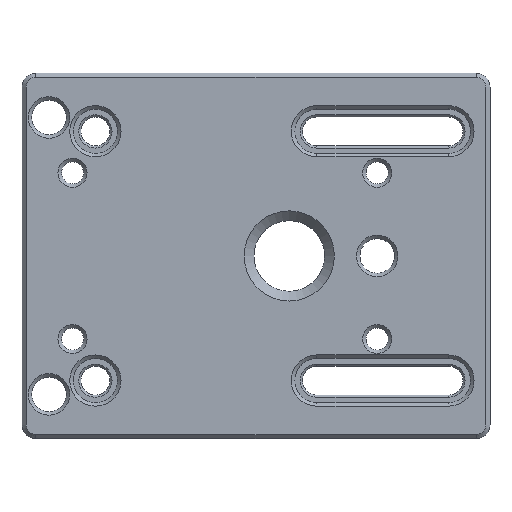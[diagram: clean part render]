
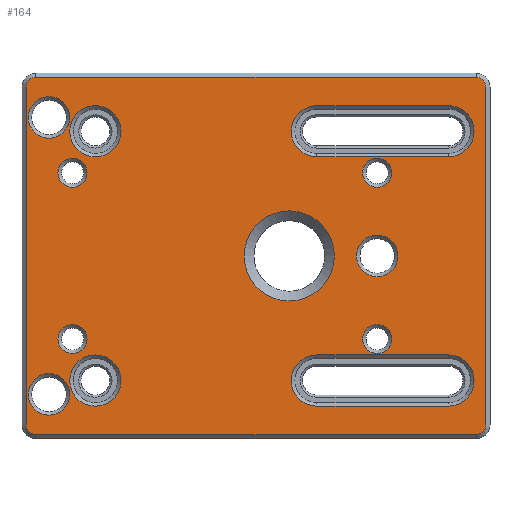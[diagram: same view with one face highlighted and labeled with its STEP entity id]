
A CAD part, top view. The second image highlights one B-rep face of the part: STEP entity #164.
In plain terms, the highlighted planar face has unit normal (0, 0, 1).
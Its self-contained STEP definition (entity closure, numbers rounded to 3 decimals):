
#164=ADVANCED_FACE('',(#522,#523,#524,#525,#526,#527,#528,#529,#530,#531,
#532,#533,#534),#268,.T.);
#268=PLANE('',#1627);
#306=LINE('',#2311,#414);
#307=LINE('',#2315,#415);
#308=LINE('',#2316,#416);
#309=LINE('',#2321,#417);
#310=LINE('',#2336,#418);
#311=LINE('',#2341,#419);
#312=LINE('',#2345,#420);
#313=LINE('',#2349,#421);
#414=VECTOR('',#1813,1.);
#415=VECTOR('',#1816,1.);
#416=VECTOR('',#1817,1.);
#417=VECTOR('',#1820,1.);
#418=VECTOR('',#1835,1.);
#419=VECTOR('',#1838,1.);
#420=VECTOR('',#1841,1.);
#421=VECTOR('',#1844,1.);
#522=FACE_BOUND('',#624,.T.);
#523=FACE_BOUND('',#625,.T.);
#524=FACE_BOUND('',#626,.T.);
#525=FACE_BOUND('',#627,.T.);
#526=FACE_BOUND('',#628,.T.);
#527=FACE_BOUND('',#629,.T.);
#528=FACE_BOUND('',#630,.T.);
#529=FACE_BOUND('',#631,.T.);
#530=FACE_BOUND('',#632,.T.);
#531=FACE_BOUND('',#633,.T.);
#532=FACE_BOUND('',#634,.T.);
#533=FACE_BOUND('',#635,.T.);
#534=FACE_BOUND('',#636,.T.);
#624=EDGE_LOOP('',(#790));
#625=EDGE_LOOP('',(#791));
#626=EDGE_LOOP('',(#792));
#627=EDGE_LOOP('',(#793,#794,#795,#796));
#628=EDGE_LOOP('',(#797,#798,#799,#800));
#629=EDGE_LOOP('',(#801));
#630=EDGE_LOOP('',(#802));
#631=EDGE_LOOP('',(#803));
#632=EDGE_LOOP('',(#804));
#633=EDGE_LOOP('',(#805));
#634=EDGE_LOOP('',(#806));
#635=EDGE_LOOP('',(#807,#808,#809,#810,#811,#812,#813,#814));
#636=EDGE_LOOP('',(#815));
#790=ORIENTED_EDGE('',*,*,#1320,.T.);
#791=ORIENTED_EDGE('',*,*,#1321,.T.);
#792=ORIENTED_EDGE('',*,*,#1322,.T.);
#793=ORIENTED_EDGE('',*,*,#1323,.T.);
#794=ORIENTED_EDGE('',*,*,#1324,.T.);
#795=ORIENTED_EDGE('',*,*,#1325,.T.);
#796=ORIENTED_EDGE('',*,*,#1326,.T.);
#797=ORIENTED_EDGE('',*,*,#1327,.T.);
#798=ORIENTED_EDGE('',*,*,#1328,.T.);
#799=ORIENTED_EDGE('',*,*,#1329,.T.);
#800=ORIENTED_EDGE('',*,*,#1330,.T.);
#801=ORIENTED_EDGE('',*,*,#1331,.T.);
#802=ORIENTED_EDGE('',*,*,#1332,.T.);
#803=ORIENTED_EDGE('',*,*,#1333,.T.);
#804=ORIENTED_EDGE('',*,*,#1334,.T.);
#805=ORIENTED_EDGE('',*,*,#1335,.T.);
#806=ORIENTED_EDGE('',*,*,#1336,.T.);
#807=ORIENTED_EDGE('',*,*,#1337,.T.);
#808=ORIENTED_EDGE('',*,*,#1338,.T.);
#809=ORIENTED_EDGE('',*,*,#1339,.T.);
#810=ORIENTED_EDGE('',*,*,#1340,.T.);
#811=ORIENTED_EDGE('',*,*,#1341,.T.);
#812=ORIENTED_EDGE('',*,*,#1342,.T.);
#813=ORIENTED_EDGE('',*,*,#1343,.T.);
#814=ORIENTED_EDGE('',*,*,#1344,.T.);
#815=ORIENTED_EDGE('',*,*,#1345,.T.);
#1186=VERTEX_POINT('',#2303);
#1187=VERTEX_POINT('',#2305);
#1188=VERTEX_POINT('',#2307);
#1189=VERTEX_POINT('',#2309);
#1190=VERTEX_POINT('',#2310);
#1191=VERTEX_POINT('',#2312);
#1192=VERTEX_POINT('',#2314);
#1193=VERTEX_POINT('',#2317);
#1194=VERTEX_POINT('',#2318);
#1195=VERTEX_POINT('',#2320);
#1196=VERTEX_POINT('',#2322);
#1197=VERTEX_POINT('',#2325);
#1198=VERTEX_POINT('',#2327);
#1199=VERTEX_POINT('',#2329);
#1200=VERTEX_POINT('',#2331);
#1201=VERTEX_POINT('',#2333);
#1202=VERTEX_POINT('',#2335);
#1203=VERTEX_POINT('',#2337);
#1204=VERTEX_POINT('',#2338);
#1205=VERTEX_POINT('',#2340);
#1206=VERTEX_POINT('',#2342);
#1207=VERTEX_POINT('',#2344);
#1208=VERTEX_POINT('',#2346);
#1209=VERTEX_POINT('',#2348);
#1210=VERTEX_POINT('',#2350);
#1211=VERTEX_POINT('',#2353);
#1320=EDGE_CURVE('',#1186,#1186,#1518,.T.);
#1321=EDGE_CURVE('',#1187,#1187,#1519,.T.);
#1322=EDGE_CURVE('',#1188,#1188,#1520,.T.);
#1323=EDGE_CURVE('',#1189,#1190,#1521,.T.);
#1324=EDGE_CURVE('',#1190,#1191,#306,.T.);
#1325=EDGE_CURVE('',#1191,#1192,#1522,.T.);
#1326=EDGE_CURVE('',#1192,#1189,#307,.T.);
#1327=EDGE_CURVE('',#1193,#1194,#308,.T.);
#1328=EDGE_CURVE('',#1194,#1195,#1523,.T.);
#1329=EDGE_CURVE('',#1195,#1196,#309,.T.);
#1330=EDGE_CURVE('',#1196,#1193,#1524,.T.);
#1331=EDGE_CURVE('',#1197,#1197,#1525,.T.);
#1332=EDGE_CURVE('',#1198,#1198,#1526,.T.);
#1333=EDGE_CURVE('',#1199,#1199,#1527,.T.);
#1334=EDGE_CURVE('',#1200,#1200,#1528,.T.);
#1335=EDGE_CURVE('',#1201,#1201,#1529,.T.);
#1336=EDGE_CURVE('',#1202,#1202,#1530,.T.);
#1337=EDGE_CURVE('',#1203,#1204,#310,.T.);
#1338=EDGE_CURVE('',#1204,#1205,#1531,.T.);
#1339=EDGE_CURVE('',#1205,#1206,#311,.T.);
#1340=EDGE_CURVE('',#1206,#1207,#1532,.T.);
#1341=EDGE_CURVE('',#1207,#1208,#312,.T.);
#1342=EDGE_CURVE('',#1208,#1209,#1533,.T.);
#1343=EDGE_CURVE('',#1209,#1210,#313,.T.);
#1344=EDGE_CURVE('',#1210,#1203,#1534,.T.);
#1345=EDGE_CURVE('',#1211,#1211,#1535,.T.);
#1518=CIRCLE('',#1609,1.5);
#1519=CIRCLE('',#1610,1.5);
#1520=CIRCLE('',#1611,1.5);
#1521=CIRCLE('',#1612,1.85);
#1522=CIRCLE('',#1613,1.85);
#1523=CIRCLE('',#1614,1.85);
#1524=CIRCLE('',#1615,1.85);
#1525=CIRCLE('',#1616,1.85);
#1526=CIRCLE('',#1617,1.85);
#1527=CIRCLE('',#1618,1.05);
#1528=CIRCLE('',#1619,1.05);
#1529=CIRCLE('',#1620,1.05);
#1530=CIRCLE('',#1621,1.05);
#1531=CIRCLE('',#1622,0.7);
#1532=CIRCLE('',#1623,0.7);
#1533=CIRCLE('',#1624,0.7);
#1534=CIRCLE('',#1625,0.7);
#1535=CIRCLE('',#1626,3.255);
#1609=AXIS2_PLACEMENT_3D('',#2302,#1805,#1806);
#1610=AXIS2_PLACEMENT_3D('',#2304,#1807,#1808);
#1611=AXIS2_PLACEMENT_3D('',#2306,#1809,#1810);
#1612=AXIS2_PLACEMENT_3D('',#2308,#1811,#1812);
#1613=AXIS2_PLACEMENT_3D('',#2313,#1814,#1815);
#1614=AXIS2_PLACEMENT_3D('',#2319,#1818,#1819);
#1615=AXIS2_PLACEMENT_3D('',#2323,#1821,#1822);
#1616=AXIS2_PLACEMENT_3D('',#2324,#1823,#1824);
#1617=AXIS2_PLACEMENT_3D('',#2326,#1825,#1826);
#1618=AXIS2_PLACEMENT_3D('',#2328,#1827,#1828);
#1619=AXIS2_PLACEMENT_3D('',#2330,#1829,#1830);
#1620=AXIS2_PLACEMENT_3D('',#2332,#1831,#1832);
#1621=AXIS2_PLACEMENT_3D('',#2334,#1833,#1834);
#1622=AXIS2_PLACEMENT_3D('',#2339,#1836,#1837);
#1623=AXIS2_PLACEMENT_3D('',#2343,#1839,#1840);
#1624=AXIS2_PLACEMENT_3D('',#2347,#1842,#1843);
#1625=AXIS2_PLACEMENT_3D('',#2351,#1845,#1846);
#1626=AXIS2_PLACEMENT_3D('',#2352,#1847,#1848);
#1627=AXIS2_PLACEMENT_3D('',#2354,#1849,#1850);
#1805=DIRECTION('',(0.,0.,-1.));
#1806=DIRECTION('',(1.,0.,0.));
#1807=DIRECTION('',(0.,0.,-1.));
#1808=DIRECTION('',(1.,0.,0.));
#1809=DIRECTION('',(0.,0.,-1.));
#1810=DIRECTION('',(1.,0.,0.));
#1811=DIRECTION('',(0.,0.,-1.));
#1812=DIRECTION('',(1.,0.,0.));
#1813=DIRECTION('',(-1.,0.,0.));
#1814=DIRECTION('',(0.,0.,-1.));
#1815=DIRECTION('',(1.,0.,0.));
#1816=DIRECTION('',(1.,0.,0.));
#1817=DIRECTION('',(-1.,0.,0.));
#1818=DIRECTION('',(0.,0.,-1.));
#1819=DIRECTION('',(1.,0.,0.));
#1820=DIRECTION('',(1.,0.,0.));
#1821=DIRECTION('',(0.,0.,-1.));
#1822=DIRECTION('',(1.,0.,0.));
#1823=DIRECTION('',(0.,0.,-1.));
#1824=DIRECTION('',(1.,0.,0.));
#1825=DIRECTION('',(0.,0.,-1.));
#1826=DIRECTION('',(1.,0.,0.));
#1827=DIRECTION('',(0.,0.,-1.));
#1828=DIRECTION('',(1.,0.,0.));
#1829=DIRECTION('',(0.,0.,-1.));
#1830=DIRECTION('',(1.,0.,0.));
#1831=DIRECTION('',(0.,0.,-1.));
#1832=DIRECTION('',(1.,0.,0.));
#1833=DIRECTION('',(0.,0.,-1.));
#1834=DIRECTION('',(1.,0.,0.));
#1835=DIRECTION('',(0.,-1.,0.));
#1836=DIRECTION('',(0.,0.,1.));
#1837=DIRECTION('',(1.,0.,0.));
#1838=DIRECTION('',(1.,0.,0.));
#1839=DIRECTION('',(0.,0.,1.));
#1840=DIRECTION('',(1.,0.,0.));
#1841=DIRECTION('',(0.,1.,0.));
#1842=DIRECTION('',(0.,0.,1.));
#1843=DIRECTION('',(1.,0.,0.));
#1844=DIRECTION('',(-1.,0.,0.));
#1845=DIRECTION('',(0.,0.,1.));
#1846=DIRECTION('',(1.,0.,0.));
#1847=DIRECTION('',(0.,0.,-1.));
#1848=DIRECTION('',(1.,0.,0.));
#1849=DIRECTION('',(0.,0.,1.));
#1850=DIRECTION('',(1.,0.,0.));
#2302=CARTESIAN_POINT('',(8.85,0.,5.5));
#2303=CARTESIAN_POINT('',(10.35,0.,5.5));
#2304=CARTESIAN_POINT('',(-14.85,10.,5.5));
#2305=CARTESIAN_POINT('',(-13.35,10.,5.5));
#2306=CARTESIAN_POINT('',(-14.85,-10.,5.5));
#2307=CARTESIAN_POINT('',(-13.35,-10.,5.5));
#2308=CARTESIAN_POINT('',(14.,-9.,5.5));
#2309=CARTESIAN_POINT('',(14.,-7.15,5.5));
#2310=CARTESIAN_POINT('',(14.,-10.85,5.5));
#2311=CARTESIAN_POINT('',(4.5,-10.85,5.5));
#2312=CARTESIAN_POINT('',(4.5,-10.85,5.5));
#2313=CARTESIAN_POINT('',(4.5,-9.,5.5));
#2314=CARTESIAN_POINT('',(4.5,-7.15,5.5));
#2315=CARTESIAN_POINT('',(14.,-7.15,5.5));
#2316=CARTESIAN_POINT('',(4.5,7.15,5.5));
#2317=CARTESIAN_POINT('',(14.,7.15,5.5));
#2318=CARTESIAN_POINT('',(4.5,7.15,5.5));
#2319=CARTESIAN_POINT('',(4.5,9.,5.5));
#2320=CARTESIAN_POINT('',(4.5,10.85,5.5));
#2321=CARTESIAN_POINT('',(14.,10.85,5.5));
#2322=CARTESIAN_POINT('',(14.,10.85,5.5));
#2323=CARTESIAN_POINT('',(14.,9.,5.5));
#2324=CARTESIAN_POINT('',(-11.5,9.,5.5));
#2325=CARTESIAN_POINT('',(-9.65,9.,5.5));
#2326=CARTESIAN_POINT('',(-11.5,-9.,5.5));
#2327=CARTESIAN_POINT('',(-9.65,-9.,5.5));
#2328=CARTESIAN_POINT('',(8.85,6.,5.5));
#2329=CARTESIAN_POINT('',(9.9,6.,5.5));
#2330=CARTESIAN_POINT('',(8.85,-6.,5.5));
#2331=CARTESIAN_POINT('',(9.9,-6.,5.5));
#2332=CARTESIAN_POINT('',(-13.15,6.,5.5));
#2333=CARTESIAN_POINT('',(-12.1,6.,5.5));
#2334=CARTESIAN_POINT('',(-13.15,-6.,5.5));
#2335=CARTESIAN_POINT('',(-12.1,-6.,5.5));
#2336=CARTESIAN_POINT('',(-16.5,-12.2,5.5));
#2337=CARTESIAN_POINT('',(-16.5,12.2,5.5));
#2338=CARTESIAN_POINT('',(-16.5,-12.2,5.5));
#2339=CARTESIAN_POINT('',(-15.8,-12.2,5.5));
#2340=CARTESIAN_POINT('',(-15.8,-12.9,5.5));
#2341=CARTESIAN_POINT('',(16.,-12.9,5.5));
#2342=CARTESIAN_POINT('',(16.,-12.9,5.5));
#2343=CARTESIAN_POINT('',(16.,-12.2,5.5));
#2344=CARTESIAN_POINT('',(16.7,-12.2,5.5));
#2345=CARTESIAN_POINT('',(16.7,12.2,5.5));
#2346=CARTESIAN_POINT('',(16.7,12.2,5.5));
#2347=CARTESIAN_POINT('',(16.,12.2,5.5));
#2348=CARTESIAN_POINT('',(16.,12.9,5.5));
#2349=CARTESIAN_POINT('',(-15.8,12.9,5.5));
#2350=CARTESIAN_POINT('',(-15.8,12.9,5.5));
#2351=CARTESIAN_POINT('',(-15.8,12.2,5.5));
#2352=CARTESIAN_POINT('',(2.5,0.,5.5));
#2353=CARTESIAN_POINT('',(5.755,0.,5.5));
#2354=CARTESIAN_POINT('',(-14.85,-10.,5.5));
